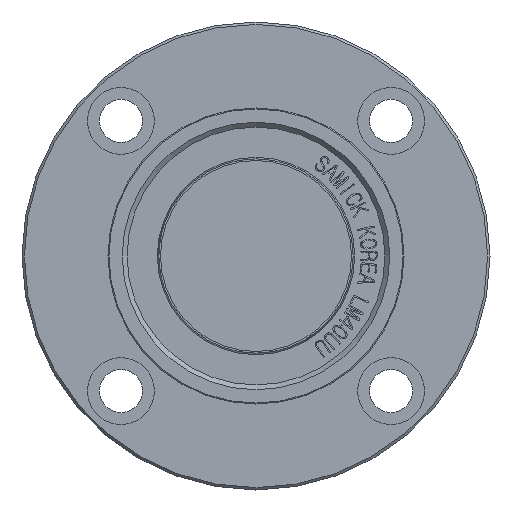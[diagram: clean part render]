
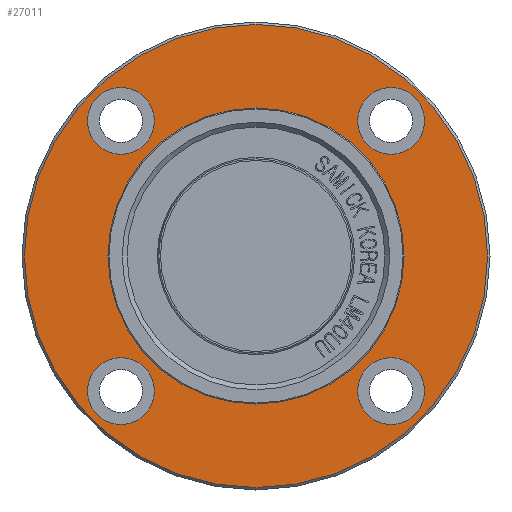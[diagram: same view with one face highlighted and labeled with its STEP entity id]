
A CAD part, front view. The second image highlights one B-rep face of the part: STEP entity #27011.
In plain terms, the highlighted planar face has unit normal (0, -1, 0).
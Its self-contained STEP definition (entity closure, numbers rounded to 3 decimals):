
#26621=CARTESIAN_POINT('',(-21.284,-40.,-28.284));
#26622=VERTEX_POINT('',#26621);
#26623=CARTESIAN_POINT('',(-28.284,-40.,-28.284));
#26624=DIRECTION('',(0.0,1.0,0.0));
#26625=DIRECTION('',(1.0,0.0,0.0));
#26626=AXIS2_PLACEMENT_3D('',#26623,#26624,#26625);
#26627=CIRCLE('',#26626,7.);
#26628=EDGE_CURVE('',#26622,#26622,#26627,.T.);
#26689=CARTESIAN_POINT('',(35.284,-40.,-28.284));
#26690=VERTEX_POINT('',#26689);
#26691=CARTESIAN_POINT('',(28.284,-40.,-28.284));
#26692=DIRECTION('',(0.0,1.0,0.0));
#26693=DIRECTION('',(1.0,0.0,0.0));
#26694=AXIS2_PLACEMENT_3D('',#26691,#26692,#26693);
#26695=CIRCLE('',#26694,7.);
#26696=EDGE_CURVE('',#26690,#26690,#26695,.T.);
#26757=CARTESIAN_POINT('',(35.284,-40.,28.284));
#26758=VERTEX_POINT('',#26757);
#26759=CARTESIAN_POINT('',(28.284,-40.,28.284));
#26760=DIRECTION('',(0.0,1.0,0.0));
#26761=DIRECTION('',(1.0,0.0,0.0));
#26762=AXIS2_PLACEMENT_3D('',#26759,#26760,#26761);
#26763=CIRCLE('',#26762,7.);
#26764=EDGE_CURVE('',#26758,#26758,#26763,.T.);
#26825=CARTESIAN_POINT('',(-21.284,-40.,28.284));
#26826=VERTEX_POINT('',#26825);
#26827=CARTESIAN_POINT('',(-28.284,-40.,28.284));
#26828=DIRECTION('',(0.0,1.0,0.0));
#26829=DIRECTION('',(1.0,0.0,0.0));
#26830=AXIS2_PLACEMENT_3D('',#26827,#26828,#26829);
#26831=CIRCLE('',#26830,7.);
#26832=EDGE_CURVE('',#26826,#26826,#26831,.T.);
#26865=CARTESIAN_POINT('',(31.,-40.,0.0));
#26866=VERTEX_POINT('',#26865);
#26867=CARTESIAN_POINT('',(0.0,-40.,0.0));
#26868=DIRECTION('',(0.0,-1.0,0.0));
#26869=DIRECTION('',(1.0,0.0,0.0));
#26870=AXIS2_PLACEMENT_3D('',#26867,#26868,#26869);
#26871=CIRCLE('',#26870,31.);
#26872=EDGE_CURVE('',#26866,#26866,#26871,.T.);
#26973=CARTESIAN_POINT('',(48.5,-40.,0.0));
#26974=VERTEX_POINT('',#26973);
#26975=CARTESIAN_POINT('',(0.0,-40.,0.0));
#26976=DIRECTION('',(0.0,-1.0,0.0));
#26977=DIRECTION('',(1.0,0.0,0.0));
#26978=AXIS2_PLACEMENT_3D('',#26975,#26976,#26977);
#26979=CIRCLE('',#26978,48.5);
#26980=EDGE_CURVE('',#26974,#26974,#26979,.T.);
#26988=CARTESIAN_POINT('',(39.75,-40.,0.0));
#26989=DIRECTION('',(0.0,-1.0,0.0));
#26990=DIRECTION('',(0.0,0.0,-1.0));
#26991=AXIS2_PLACEMENT_3D('',#26988,#26989,#26990);
#26992=PLANE('',#26991);
#26993=ORIENTED_EDGE('',*,*,#26980,.T.);
#26994=EDGE_LOOP('',(#26993));
#26995=FACE_OUTER_BOUND('',#26994,.T.);
#26996=ORIENTED_EDGE('',*,*,#26628,.T.);
#26997=EDGE_LOOP('',(#26996));
#26998=FACE_BOUND('',#26997,.T.);
#26999=ORIENTED_EDGE('',*,*,#26696,.T.);
#27000=EDGE_LOOP('',(#26999));
#27001=FACE_BOUND('',#27000,.T.);
#27002=ORIENTED_EDGE('',*,*,#26764,.T.);
#27003=EDGE_LOOP('',(#27002));
#27004=FACE_BOUND('',#27003,.T.);
#27005=ORIENTED_EDGE('',*,*,#26832,.T.);
#27006=EDGE_LOOP('',(#27005));
#27007=FACE_BOUND('',#27006,.T.);
#27008=ORIENTED_EDGE('',*,*,#26872,.F.);
#27009=EDGE_LOOP('',(#27008));
#27010=FACE_BOUND('',#27009,.T.);
#27011=ADVANCED_FACE('',(#26995,#26998,#27001,#27004,#27007,#27010),#26992,.T.);
